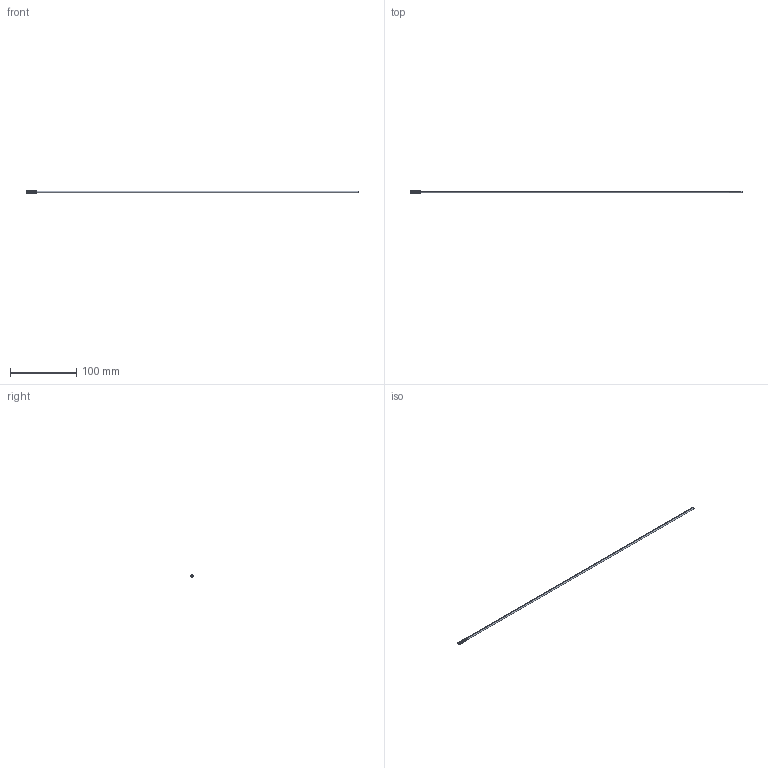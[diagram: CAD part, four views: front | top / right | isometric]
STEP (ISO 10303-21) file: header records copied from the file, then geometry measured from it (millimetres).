
FILE_DESCRIPTION (( 'STEP AP203' ), '1' );
FILE_NAME ('Ñòåðæåíü ê ÄÑ-ÏÂÒ 0,5.STEP', '2023-07-19T13:53:27', ( '' ), ( '' ), 'SwSTEP 2.0', 'SolidWorks 2022', '' );
FILE_SCHEMA (( 'CONFIG_CONTROL_DESIGN' ));
Length unit declared in the file: millimetre
Products named in the file (1): Стержень к ДС-ПВТ 0,5
Bounding box: 500 x 3.54 x 3.54 mm (x, y, z)
Volume: 3552.6 mm3; surface area: 4841.1 mm2
Topology: 1 solids, 1 shells, 73 faces, 208 edges, 137 vertices
Faces by surface type: cylinder 66, plane 4, bspline 3
Entity records: 5844 total; most frequent: CARTESIAN_POINT 4262, ORIENTED_EDGE 416, DIRECTION 224, EDGE_CURVE 208, VERTEX_POINT 137, AXIS2_PLACEMENT_3D 75, VECTOR 74, LINE 74
